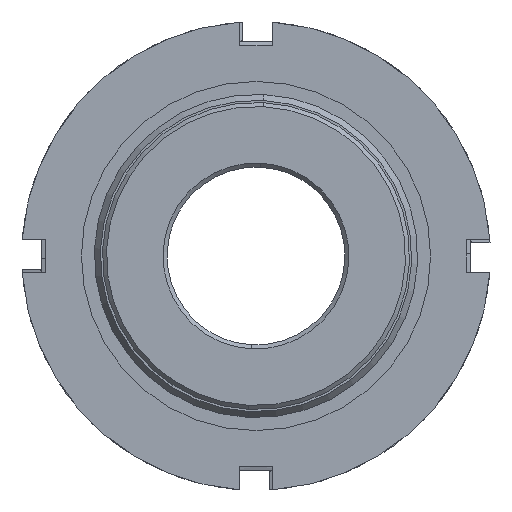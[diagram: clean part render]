
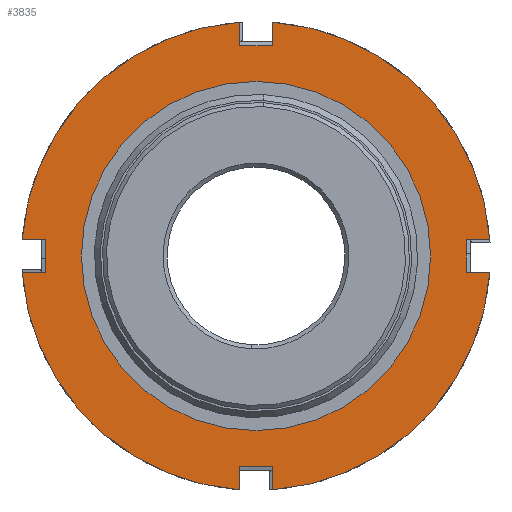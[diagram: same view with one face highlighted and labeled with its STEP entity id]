
A CAD part, front view. The second image highlights one B-rep face of the part: STEP entity #3835.
In plain terms, the highlighted planar face has unit normal (0, -1, 0).
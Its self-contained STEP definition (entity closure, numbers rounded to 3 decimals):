
#3 = ORIENTED_EDGE ( 'NONE', *, *, #2145, .T. ) ;
#5 = VECTOR ( 'NONE', #443, 1000. ) ;
#29 = ORIENTED_EDGE ( 'NONE', *, *, #261, .T. ) ;
#92 = EDGE_CURVE ( 'NONE', #3947, #3299, #138, .T. ) ;
#118 = EDGE_CURVE ( 'NONE', #3004, #288, #1694, .T. ) ;
#127 = VERTEX_POINT ( 'NONE', #782 ) ;
#138 = LINE ( 'NONE', #1730, #342 ) ;
#139 = VERTEX_POINT ( 'NONE', #3009 ) ;
#228 = CARTESIAN_POINT ( 'NONE',  ( 0., -47., 0. ) ) ;
#235 = EDGE_CURVE ( 'NONE', #288, #417, #585, .T. ) ;
#238 = DIRECTION ( 'NONE',  ( 0., 0., 1. ) ) ;
#239 = ORIENTED_EDGE ( 'NONE', *, *, #1963, .F. ) ;
#240 = DIRECTION ( 'NONE',  ( 1., 0., 0. ) ) ;
#261 = EDGE_CURVE ( 'NONE', #2892, #1211, #2125, .T. ) ;
#288 = VERTEX_POINT ( 'NONE', #1052 ) ;
#307 = AXIS2_PLACEMENT_3D ( 'NONE', #3989, #2155, #312 ) ;
#312 = DIRECTION ( 'NONE',  ( 0., 0., 1. ) ) ;
#328 = VERTEX_POINT ( 'NONE', #742 ) ;
#338 = CARTESIAN_POINT ( 'NONE',  ( 2., -47., 0. ) ) ;
#342 = VECTOR ( 'NONE', #3879, 1000. ) ;
#363 = VECTOR ( 'NONE', #3736, 1000. ) ;
#376 = VERTEX_POINT ( 'NONE', #633 ) ;
#380 = AXIS2_PLACEMENT_3D ( 'NONE', #2611, #3550, #1697 ) ;
#411 = CARTESIAN_POINT ( 'NONE',  ( 2., -47., -26. ) ) ;
#417 = VERTEX_POINT ( 'NONE', #1698 ) ;
#437 = DIRECTION ( 'NONE',  ( 0., 1., 0. ) ) ;
#443 = DIRECTION ( 'NONE',  ( 1., 0., 0. ) ) ;
#450 = VERTEX_POINT ( 'NONE', #2015 ) ;
#454 = CARTESIAN_POINT ( 'NONE',  ( 21.6, -47., 2. ) ) ;
#517 = VECTOR ( 'NONE', #1772, 1000. ) ;
#522 = LINE ( 'NONE', #3884, #3608 ) ;
#543 = ORIENTED_EDGE ( 'NONE', *, *, #235, .F. ) ;
#553 = DIRECTION ( 'NONE',  ( 0., 0., 1. ) ) ;
#564 = CARTESIAN_POINT ( 'NONE',  ( -2., -47., 0. ) ) ;
#585 = LINE ( 'NONE', #2329, #2217 ) ;
#591 = VERTEX_POINT ( 'NONE', #411 ) ;
#621 = AXIS2_PLACEMENT_3D ( 'NONE', #228, #2387, #553 ) ;
#631 = ORIENTED_EDGE ( 'NONE', *, *, #1561, .F. ) ;
#633 = CARTESIAN_POINT ( 'NONE',  ( 28.931, -47., -2. ) ) ;
#701 = VECTOR ( 'NONE', #1823, 1000. ) ;
#741 = CARTESIAN_POINT ( 'NONE',  ( 2., -47., -28.931 ) ) ;
#742 = CARTESIAN_POINT ( 'NONE',  ( -2., -47., 28.931 ) ) ;
#761 = LINE ( 'NONE', #3492, #3934 ) ;
#782 = CARTESIAN_POINT ( 'NONE',  ( 28.931, -47., 2. ) ) ;
#854 = VECTOR ( 'NONE', #2182, 1000. ) ;
#953 = LINE ( 'NONE', #338, #854 ) ;
#973 = ORIENTED_EDGE ( 'NONE', *, *, #1422, .T. ) ;
#1035 = DIRECTION ( 'NONE',  ( 0., 0., 1. ) ) ;
#1052 = CARTESIAN_POINT ( 'NONE',  ( -28.931, -47., -2. ) ) ;
#1102 = CIRCLE ( 'NONE', #4002, 21.6 ) ;
#1169 = DIRECTION ( 'NONE',  ( 0., 1., 0. ) ) ;
#1173 = ORIENTED_EDGE ( 'NONE', *, *, #92, .T. ) ;
#1174 = DIRECTION ( 'NONE',  ( 0., 0., 1. ) ) ;
#1211 = VERTEX_POINT ( 'NONE', #3099 ) ;
#1221 = VERTEX_POINT ( 'NONE', #2187 ) ;
#1276 = LINE ( 'NONE', #1576, #363 ) ;
#1299 = ORIENTED_EDGE ( 'NONE', *, *, #3008, .F. ) ;
#1314 = AXIS2_PLACEMENT_3D ( 'NONE', #3644, #1790, #1035 ) ;
#1382 = PLANE ( 'NONE',  #380 ) ;
#1422 = EDGE_CURVE ( 'NONE', #3299, #1221, #3883, .T. ) ;
#1468 = DIRECTION ( 'NONE',  ( 0., 0., 1. ) ) ;
#1517 = VECTOR ( 'NONE', #240, 1000. ) ;
#1537 = EDGE_LOOP ( 'NONE', ( #29, #2045 ) ) ;
#1561 = EDGE_CURVE ( 'NONE', #2888, #328, #2252, .T. ) ;
#1569 = LINE ( 'NONE', #454, #5 ) ;
#1576 = CARTESIAN_POINT ( 'NONE',  ( -26., -47., 0. ) ) ;
#1630 = ORIENTED_EDGE ( 'NONE', *, *, #3818, .T. ) ;
#1636 = DIRECTION ( 'NONE',  ( -1., 0., 0. ) ) ;
#1657 = LINE ( 'NONE', #2391, #3198 ) ;
#1694 = CIRCLE ( 'NONE', #3265, 29. ) ;
#1697 = DIRECTION ( 'NONE',  ( 0., 0., 1. ) ) ;
#1698 = CARTESIAN_POINT ( 'NONE',  ( -26., -47., -2. ) ) ;
#1700 = ORIENTED_EDGE ( 'NONE', *, *, #2449, .T. ) ;
#1730 = CARTESIAN_POINT ( 'NONE',  ( 2., -47., 0. ) ) ;
#1772 = DIRECTION ( 'NONE',  ( 0., 0., -1. ) ) ;
#1783 = CARTESIAN_POINT ( 'NONE',  ( -2., -47., -28.931 ) ) ;
#1790 = DIRECTION ( 'NONE',  ( 0., 1., 0. ) ) ;
#1823 = DIRECTION ( 'NONE',  ( -1., 0., 0. ) ) ;
#1839 = EDGE_CURVE ( 'NONE', #1211, #2892, #1102, .T. ) ;
#1871 = ORIENTED_EDGE ( 'NONE', *, *, #118, .F. ) ;
#1909 = EDGE_CURVE ( 'NONE', #127, #3426, #2349, .T. ) ;
#1959 = CARTESIAN_POINT ( 'NONE',  ( -28.931, -47., 2. ) ) ;
#1963 = EDGE_CURVE ( 'NONE', #376, #3796, #2877, .T. ) ;
#2000 = EDGE_CURVE ( 'NONE', #3796, #591, #953, .T. ) ;
#2015 = CARTESIAN_POINT ( 'NONE',  ( -26., -47., 2. ) ) ;
#2039 = DIRECTION ( 'NONE',  ( 0., 0., 1. ) ) ;
#2045 = ORIENTED_EDGE ( 'NONE', *, *, #1839, .T. ) ;
#2092 = CARTESIAN_POINT ( 'NONE',  ( 0., -47., -26. ) ) ;
#2125 = CIRCLE ( 'NONE', #1314, 21.6 ) ;
#2131 = EDGE_LOOP ( 'NONE', ( #543, #1871, #2313, #3899, #3080, #239, #3, #1700, #2713, #3480, #1173, #973, #1299, #631, #1630, #2409 ) ) ;
#2145 = EDGE_CURVE ( 'NONE', #376, #139, #761, .T. ) ;
#2146 = LINE ( 'NONE', #564, #517 ) ;
#2155 = DIRECTION ( 'NONE',  ( 0., 1., 0. ) ) ;
#2182 = DIRECTION ( 'NONE',  ( 0., 0., 1. ) ) ;
#2187 = CARTESIAN_POINT ( 'NONE',  ( -2., -47., 26. ) ) ;
#2217 = VECTOR ( 'NONE', #3851, 1000. ) ;
#2228 = AXIS2_PLACEMENT_3D ( 'NONE', #2708, #3021, #1174 ) ;
#2252 = CIRCLE ( 'NONE', #2228, 29. ) ;
#2271 = CARTESIAN_POINT ( 'NONE',  ( 0., -47., 0. ) ) ;
#2313 = ORIENTED_EDGE ( 'NONE', *, *, #3968, .T. ) ;
#2329 = CARTESIAN_POINT ( 'NONE',  ( 21.6, -47., -2. ) ) ;
#2349 = LINE ( 'NONE', #3676, #701 ) ;
#2382 = FACE_OUTER_BOUND ( 'NONE', #2131, .T. ) ;
#2387 = DIRECTION ( 'NONE',  ( 0., 1., 0. ) ) ;
#2391 = CARTESIAN_POINT ( 'NONE',  ( -2., -47., 0. ) ) ;
#2409 = ORIENTED_EDGE ( 'NONE', *, *, #2741, .T. ) ;
#2449 = EDGE_CURVE ( 'NONE', #139, #3426, #522, .T. ) ;
#2595 = CARTESIAN_POINT ( 'NONE',  ( 26., -47., 2. ) ) ;
#2611 = CARTESIAN_POINT ( 'NONE',  ( 21.6, -47., 0. ) ) ;
#2621 = CARTESIAN_POINT ( 'NONE',  ( 0., -47., 26. ) ) ;
#2708 = CARTESIAN_POINT ( 'NONE',  ( 0., -47., 0. ) ) ;
#2713 = ORIENTED_EDGE ( 'NONE', *, *, #1909, .F. ) ;
#2741 = EDGE_CURVE ( 'NONE', #450, #417, #1276, .T. ) ;
#2756 = VERTEX_POINT ( 'NONE', #3742 ) ;
#2872 = CARTESIAN_POINT ( 'NONE',  ( 2., -47., 26. ) ) ;
#2877 = CIRCLE ( 'NONE', #307, 29. ) ;
#2888 = VERTEX_POINT ( 'NONE', #1959 ) ;
#2892 = VERTEX_POINT ( 'NONE', #3200 ) ;
#2969 = LINE ( 'NONE', #2092, #1517 ) ;
#2978 = EDGE_CURVE ( 'NONE', #3947, #127, #3970, .T. ) ;
#3004 = VERTEX_POINT ( 'NONE', #1783 ) ;
#3008 = EDGE_CURVE ( 'NONE', #328, #1221, #2146, .T. ) ;
#3009 = CARTESIAN_POINT ( 'NONE',  ( 26., -47., -2. ) ) ;
#3012 = CARTESIAN_POINT ( 'NONE',  ( 2., -47., 28.931 ) ) ;
#3018 = CARTESIAN_POINT ( 'NONE',  ( 0., -47., 0. ) ) ;
#3021 = DIRECTION ( 'NONE',  ( 0., 1., 0. ) ) ;
#3072 = VECTOR ( 'NONE', #3246, 1000. ) ;
#3080 = ORIENTED_EDGE ( 'NONE', *, *, #2000, .F. ) ;
#3099 = CARTESIAN_POINT ( 'NONE',  ( 0., -47., -21.6 ) ) ;
#3111 = FACE_BOUND ( 'NONE', #1537, .T. ) ;
#3198 = VECTOR ( 'NONE', #238, 1000. ) ;
#3200 = CARTESIAN_POINT ( 'NONE',  ( 0., -47., 21.6 ) ) ;
#3246 = DIRECTION ( 'NONE',  ( -1., 0., 0. ) ) ;
#3265 = AXIS2_PLACEMENT_3D ( 'NONE', #2271, #437, #2039 ) ;
#3275 = DIRECTION ( 'NONE',  ( 0., 0., 1. ) ) ;
#3299 = VERTEX_POINT ( 'NONE', #2872 ) ;
#3426 = VERTEX_POINT ( 'NONE', #2595 ) ;
#3480 = ORIENTED_EDGE ( 'NONE', *, *, #2978, .F. ) ;
#3492 = CARTESIAN_POINT ( 'NONE',  ( 21.6, -47., -2. ) ) ;
#3550 = DIRECTION ( 'NONE',  ( 0., 1., 0. ) ) ;
#3570 = EDGE_CURVE ( 'NONE', #2756, #591, #2969, .T. ) ;
#3608 = VECTOR ( 'NONE', #3275, 1000. ) ;
#3644 = CARTESIAN_POINT ( 'NONE',  ( 0., -47., 0. ) ) ;
#3676 = CARTESIAN_POINT ( 'NONE',  ( 21.6, -47., 2. ) ) ;
#3736 = DIRECTION ( 'NONE',  ( 0., 0., -1. ) ) ;
#3742 = CARTESIAN_POINT ( 'NONE',  ( -2., -47., -26. ) ) ;
#3796 = VERTEX_POINT ( 'NONE', #741 ) ;
#3818 = EDGE_CURVE ( 'NONE', #2888, #450, #1569, .T. ) ;
#3835 = ADVANCED_FACE ( 'NONE', ( #3111, #2382 ), #1382, .F. ) ;
#3851 = DIRECTION ( 'NONE',  ( 1., 0., 0. ) ) ;
#3879 = DIRECTION ( 'NONE',  ( 0., 0., -1. ) ) ;
#3883 = LINE ( 'NONE', #2621, #3072 ) ;
#3884 = CARTESIAN_POINT ( 'NONE',  ( 26., -47., 0. ) ) ;
#3899 = ORIENTED_EDGE ( 'NONE', *, *, #3570, .T. ) ;
#3934 = VECTOR ( 'NONE', #1636, 1000. ) ;
#3947 = VERTEX_POINT ( 'NONE', #3012 ) ;
#3968 = EDGE_CURVE ( 'NONE', #3004, #2756, #1657, .T. ) ;
#3970 = CIRCLE ( 'NONE', #621, 29. ) ;
#3989 = CARTESIAN_POINT ( 'NONE',  ( 0., -47., 0. ) ) ;
#4002 = AXIS2_PLACEMENT_3D ( 'NONE', #3018, #1169, #1468 ) ;
